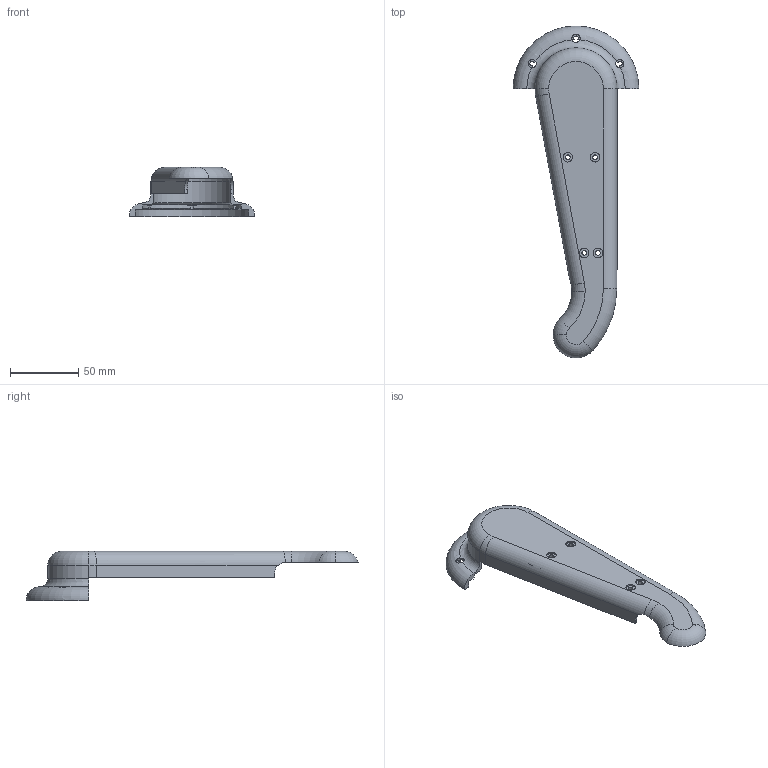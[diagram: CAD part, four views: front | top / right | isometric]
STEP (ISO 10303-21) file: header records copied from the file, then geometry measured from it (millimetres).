
FILE_DESCRIPTION (( 'STEP AP214' ), '1' );
FILE_NAME ('奻裔樓馱.STEP', '2022-11-28T06:30:29', ( '' ), ( '' ), 'SwSTEP 2.0', 'SolidWorks 2021', '' );
FILE_SCHEMA (( 'AUTOMOTIVE_DESIGN' ));
Length unit declared in the file: millimetre
Products named in the file (3): 俋褲奻裔1; 奻裔樓馱; 俋褲奻裔2
Assembly tree (2 placements, depth 2):
  奻裔樓馱
    俋褲奻裔1
    俋褲奻裔2
Bounding box: 92 x 242.79 x 36 mm (x, y, z)
Volume: 57757.5 mm3; surface area: 40401.4 mm2
Topology: 2 solids, 2 shells, 164 faces, 448 edges, 295 vertices
Faces by surface type: plane 80, cylinder 62, torus 11, cone 6, bspline 5
Entity records: 5861 total; most frequent: CARTESIAN_POINT 1494, DIRECTION 907, ORIENTED_EDGE 896, EDGE_CURVE 448, AXIS2_PLACEMENT_3D 331, VERTEX_POINT 295, LINE 245, VECTOR 245
